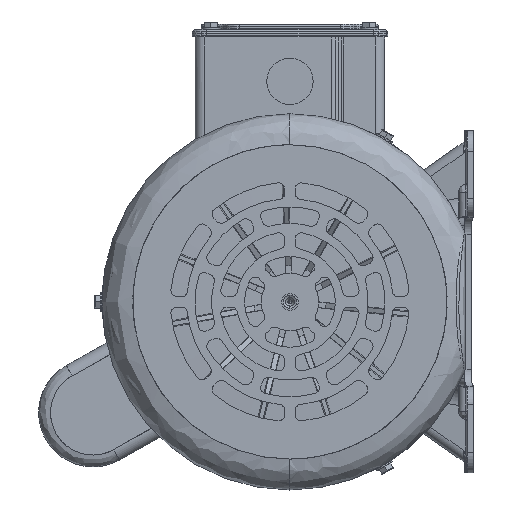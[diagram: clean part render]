
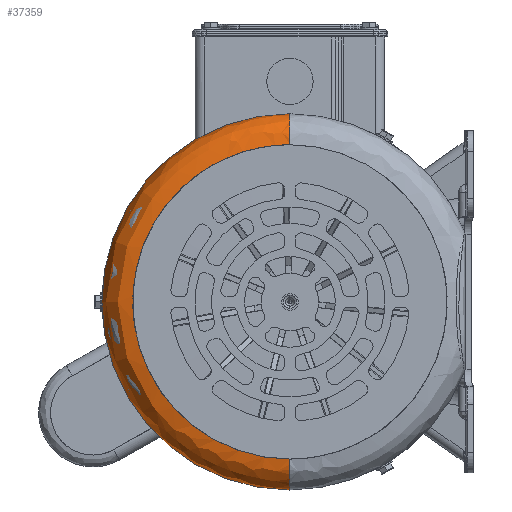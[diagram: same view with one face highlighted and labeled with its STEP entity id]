
A CAD part, left-side view. The second image highlights one B-rep face of the part: STEP entity #37359.
In plain terms, the highlighted free-form (B-spline) face has degree [3, 3] with [4, 4] control points.
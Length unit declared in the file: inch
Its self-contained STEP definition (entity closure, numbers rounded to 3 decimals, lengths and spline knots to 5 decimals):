
#952 = DIRECTION ( 'NONE',  ( 0., 1., 0. ) ) ;
#1557 = CARTESIAN_POINT ( 'NONE',  ( -5.25591, 6.69581, 3.34791 ) ) ;
#3990 = CARTESIAN_POINT ( 'NONE',  ( -5.25591, 0., -3.00197 ) ) ;
#4240 = CARTESIAN_POINT ( 'NONE',  ( -4.66535, 0., -3.00197 ) ) ;
#4495 = EDGE_CURVE ( 'NONE', #73941, #58637, #69695, .T. ) ;
#7738 = CIRCLE ( 'NONE', #107488, 3.59252 ) ;
#11714 = CARTESIAN_POINT ( 'NONE',  ( -5.25591, 0., -3.34791 ) ) ;
#14041 = ORIENTED_EDGE ( 'NONE', *, *, #24486, .T. ) ;
#14380 = DIRECTION ( 'NONE',  ( 0., 0., -1. ) ) ;
#21890 = CARTESIAN_POINT ( 'NONE',  ( -5.01129, 7.18504, 3.59252 ) ) ;
#24044 =( BOUNDED_CURVE ( )  B_SPLINE_CURVE ( 3, ( #3990, #54422, #44225, #74655 ),
 .UNSPECIFIED., .F., .F. ) 
 B_SPLINE_CURVE_WITH_KNOTS ( ( 4, 4 ),
 ( 0., 1. ),
 .UNSPECIFIED. ) 
 CURVE ( )  GEOMETRIC_REPRESENTATION_ITEM ( )  RATIONAL_B_SPLINE_CURVE ( ( 1., 0.333, 0.333, 1. ) ) 
 REPRESENTATION_ITEM ( '' )  );
#24486 = EDGE_CURVE ( 'NONE', #101034, #73941, #24044, .T. ) ;
#28227 = CIRCLE ( 'NONE', #50975, 0.59055 ) ;
#32044 = CARTESIAN_POINT ( 'NONE',  ( -5.01129, 0., -3.59252 ) ) ;
#37359 = ADVANCED_FACE ( 'NONE', ( #57204 ), #121505, .T. ) ;
#40644 = CARTESIAN_POINT ( 'NONE',  ( -4.66535, 0., 0. ) ) ;
#41487 = EDGE_CURVE ( 'NONE', #58637, #56190, #7738, .T. ) ;
#42236 = CARTESIAN_POINT ( 'NONE',  ( -4.66535, 7.18504, 3.59252 ) ) ;
#44225 = CARTESIAN_POINT ( 'NONE',  ( -5.25591, 6.00394, 3.00197 ) ) ;
#45010 = CARTESIAN_POINT ( 'NONE',  ( -5.25591, 0., 3.00197 ) ) ;
#49420 = CARTESIAN_POINT ( 'NONE',  ( -5.25591, 0., -3.00197 ) ) ;
#50832 = DIRECTION ( 'NONE',  ( 0., 0., 1. ) ) ;
#50975 = AXIS2_PLACEMENT_3D ( 'NONE', #4240, #74920, #14380 ) ;
#51990 = CARTESIAN_POINT ( 'NONE',  ( -5.25591, 6.00394, -3.00197 ) ) ;
#52434 = CARTESIAN_POINT ( 'NONE',  ( -4.66535, 0., -3.59252 ) ) ;
#54422 = CARTESIAN_POINT ( 'NONE',  ( -5.25591, 6.00394, -3.00197 ) ) ;
#56190 = VERTEX_POINT ( 'NONE', #103874 ) ;
#57179 = ORIENTED_EDGE ( 'NONE', *, *, #41487, .T. ) ;
#57204 = FACE_OUTER_BOUND ( 'NONE', #78159, .T. ) ;
#58637 = VERTEX_POINT ( 'NONE', #127628 ) ;
#61521 = CARTESIAN_POINT ( 'NONE',  ( -4.66535, 0., 3.00197 ) ) ;
#61663 = CARTESIAN_POINT ( 'NONE',  ( -5.25591, 0., 3.00197 ) ) ;
#62089 = CARTESIAN_POINT ( 'NONE',  ( -5.25591, 0., 3.34791 ) ) ;
#63875 = AXIS2_PLACEMENT_3D ( 'NONE', #61521, #952, #71622 ) ;
#69695 = CIRCLE ( 'NONE', #63875, 0.59055 ) ;
#71622 = DIRECTION ( 'NONE',  ( 0., 0., 1. ) ) ;
#72221 = CARTESIAN_POINT ( 'NONE',  ( -5.25591, 6.69581, -3.34791 ) ) ;
#73941 = VERTEX_POINT ( 'NONE', #45010 ) ;
#74655 = CARTESIAN_POINT ( 'NONE',  ( -5.25591, 0., 3.00197 ) ) ;
#74920 = DIRECTION ( 'NONE',  ( 0., -1., 0. ) ) ;
#78159 = EDGE_LOOP ( 'NONE', ( #89738, #14041, #119112, #57179 ) ) ;
#82356 = CARTESIAN_POINT ( 'NONE',  ( -5.01129, 0., 3.59252 ) ) ;
#89738 = ORIENTED_EDGE ( 'NONE', *, *, #92664, .F. ) ;
#92438 = CARTESIAN_POINT ( 'NONE',  ( -5.01129, 7.18504, -3.59252 ) ) ;
#92664 = EDGE_CURVE ( 'NONE', #101034, #56190, #28227, .T. ) ;
#101034 = VERTEX_POINT ( 'NONE', #49420 ) ;
#102528 = CARTESIAN_POINT ( 'NONE',  ( -4.66535, 0., 3.59252 ) ) ;
#103874 = CARTESIAN_POINT ( 'NONE',  ( -4.66535, 0., -3.59252 ) ) ;
#107488 = AXIS2_PLACEMENT_3D ( 'NONE', #40644, #111055, #50832 ) ;
#111055 = DIRECTION ( 'NONE',  ( -1., 0., 0. ) ) ;
#112191 = CARTESIAN_POINT ( 'NONE',  ( -5.25591, 6.00394, 3.00197 ) ) ;
#112638 = CARTESIAN_POINT ( 'NONE',  ( -4.66535, 7.18504, -3.59252 ) ) ;
#119112 = ORIENTED_EDGE ( 'NONE', *, *, #4495, .T. ) ;
#121505 =( BOUNDED_SURFACE ( )  B_SPLINE_SURFACE ( 3, 3, ( 
 ( #61663, #112191, #51990, #122301 ),
 ( #62089, #1557, #72221, #11714 ),
 ( #82356, #21890, #92438, #32044 ),
 ( #102528, #42236, #112638, #52434 ) ),
 .UNSPECIFIED., .F., .F., .F. ) 
 B_SPLINE_SURFACE_WITH_KNOTS ( ( 4, 4 ),
 ( 4, 4 ),
 ( 0., 1. ),
 ( 0., 1. ),
 .UNSPECIFIED. ) 
 GEOMETRIC_REPRESENTATION_ITEM ( )  RATIONAL_B_SPLINE_SURFACE ( (
 ( 1., 0.333, 0.333, 1.),
 ( 0.805, 0.268, 0.268, 0.805),
 ( 0.805, 0.268, 0.268, 0.805),
 ( 1., 0.333, 0.333, 1.) ) ) 
 REPRESENTATION_ITEM ( '' )  SURFACE ( )  );
#122301 = CARTESIAN_POINT ( 'NONE',  ( -5.25591, 0., -3.00197 ) ) ;
#127628 = CARTESIAN_POINT ( 'NONE',  ( -4.66535, 0., 3.59252 ) ) ;
